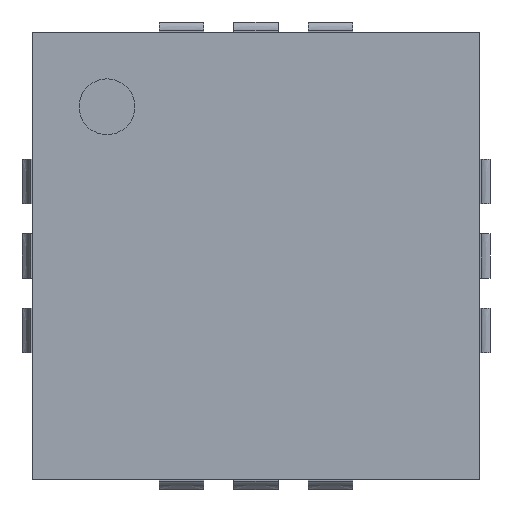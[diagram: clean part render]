
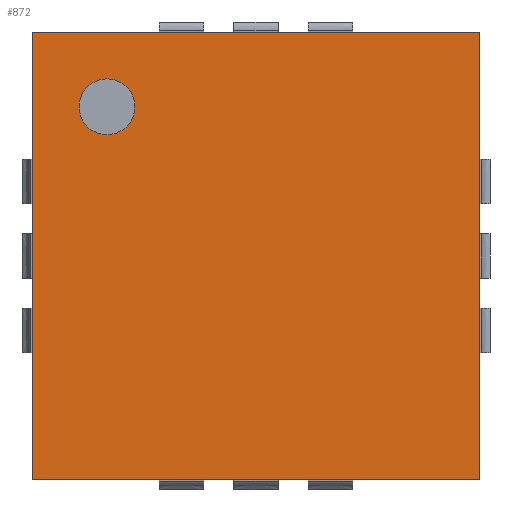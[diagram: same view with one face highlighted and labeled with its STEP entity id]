
A CAD part, top view. The second image highlights one B-rep face of the part: STEP entity #872.
In plain terms, the highlighted planar face has unit normal (0, 0, 1).
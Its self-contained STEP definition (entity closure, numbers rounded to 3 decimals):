
#872=ADVANCED_FACE('',(#1162,#1164),#1166,.T.);
#1162=FACE_BOUND('',#1163,.T.);
#1163=EDGE_LOOP('',(#1750,#1751,#1752,#1753));
#1164=FACE_BOUND('',#1165,.T.);
#1165=EDGE_LOOP('',(#1754));
#1166=PLANE('',#1167);
#1167=AXIS2_PLACEMENT_3D('',#1168,#1169,#1170);
#1168=CARTESIAN_POINT('',(0.,0.,0.8));
#1169=DIRECTION('',(0.,0.,1.));
#1170=DIRECTION('',(1.,0.,0.));
#1750=ORIENTED_EDGE('',*,*,#2109,.F.);
#1751=ORIENTED_EDGE('',*,*,#2114,.T.);
#1752=ORIENTED_EDGE('',*,*,#2116,.T.);
#1753=ORIENTED_EDGE('',*,*,#2117,.F.);
#1754=ORIENTED_EDGE('',*,*,#2118,.F.);
#2109=EDGE_CURVE('',#2269,#2270,#2271,.T.);
#2114=EDGE_CURVE('',#2269,#2278,#2280,.T.);
#2116=EDGE_CURVE('',#2278,#2282,#2283,.T.);
#2117=EDGE_CURVE('',#2270,#2282,#2284,.T.);
#2118=EDGE_CURVE('',#2285,#2285,#2286,.T.);
#2269=VERTEX_POINT('',#2536);
#2270=VERTEX_POINT('',#2537);
#2271=LINE('',#2538,#2539);
#2278=VERTEX_POINT('',#2553);
#2280=LINE('',#2557,#2558);
#2282=VERTEX_POINT('',#2563);
#2283=LINE('',#2564,#2565);
#2284=LINE('',#2567,#2568);
#2285=VERTEX_POINT('',#2570);
#2286=CIRCLE('',#2571,0.188);
#2536=CARTESIAN_POINT('',(0.,0.,0.8));
#2537=CARTESIAN_POINT('',(0.,3.,0.8));
#2538=CARTESIAN_POINT('',(0.,0.,0.8));
#2539=VECTOR('',#2540,1.);
#2540=DIRECTION('',(0.,1.,0.));
#2553=CARTESIAN_POINT('',(3.,0.,0.8));
#2557=CARTESIAN_POINT('',(0.,0.,0.8));
#2558=VECTOR('',#2559,1.);
#2559=DIRECTION('',(1.,0.,0.));
#2563=CARTESIAN_POINT('',(3.,3.,0.8));
#2564=CARTESIAN_POINT('',(3.,0.,0.8));
#2565=VECTOR('',#2566,1.);
#2566=DIRECTION('',(0.,1.,0.));
#2567=CARTESIAN_POINT('',(0.,3.,0.8));
#2568=VECTOR('',#2569,1.);
#2569=DIRECTION('',(1.,0.,0.));
#2570=CARTESIAN_POINT('',(0.688,2.5,0.8));
#2571=AXIS2_PLACEMENT_3D('',#2572,#2573,#2574);
#2572=CARTESIAN_POINT('',(0.5,2.5,0.8));
#2573=DIRECTION('',(0.,0.,1.));
#2574=DIRECTION('',(1.,0.,0.));
